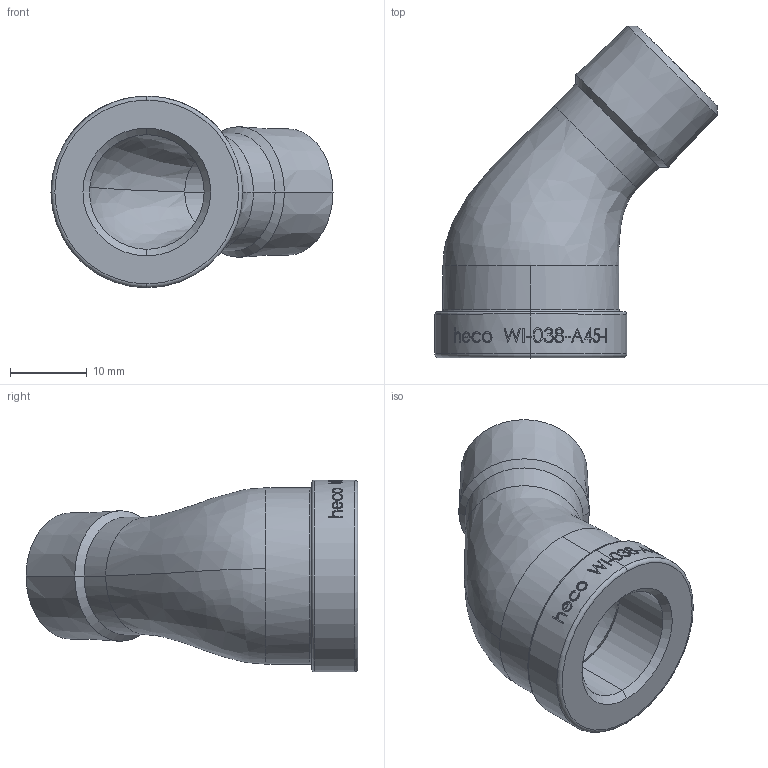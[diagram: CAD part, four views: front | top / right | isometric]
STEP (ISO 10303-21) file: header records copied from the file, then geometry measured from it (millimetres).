
FILE_DESCRIPTION (( 'STEP AP214' ), '1' );
FILE_NAME ('heco_WI-038-A45-I.STEP', '2017-05-22T11:45:55', ( '' ), ( '' ), 'SwSTEP 2.0', 'SolidWorks 2016', '' );
FILE_SCHEMA (( 'AUTOMOTIVE_DESIGN' ));
Length unit declared in the file: millimetre
Products named in the file (1): heco_WI-038-A45-I
Bounding box: 36.79 x 43.29 x 25 mm (x, y, z)
Volume: 7814.6 mm3; surface area: 5070.8 mm2
Topology: 1 solids, 1 shells, 222 faces, 567 edges, 370 vertices
Faces by surface type: bspline 108, plane 61, cylinder 35, cone 10, torus 8
Entity records: 17957 total; most frequent: CARTESIAN_POINT 11460, ORIENTED_EDGE 1134, DIRECTION 582, EDGE_CURVE 567, VERTEX_POINT 370, B_SPLINE_CURVE_WITH_KNOTS 339, EDGE_LOOP 247, AXIS2_PLACEMENT_3D 239
